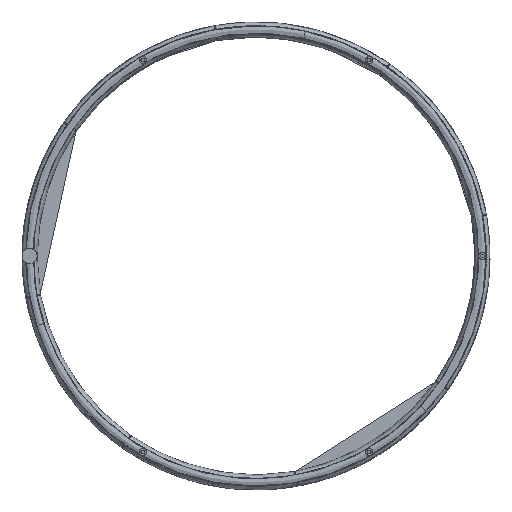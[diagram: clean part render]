
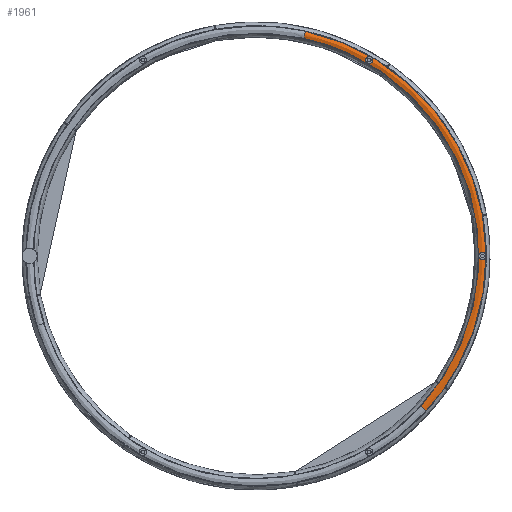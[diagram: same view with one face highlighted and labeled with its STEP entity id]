
A CAD part, top view. The second image highlights one B-rep face of the part: STEP entity #1961.
In plain terms, the highlighted free-form (B-spline) face has degree [2, 2] with [5, 3] control points.
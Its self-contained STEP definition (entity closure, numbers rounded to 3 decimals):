
#1961=ADVANCED_FACE('',(#2537),#11099,.T.);
#2537=FACE_OUTER_BOUND('',#3113,.T.);
#3113=EDGE_LOOP('',(#6182,#6183,#6184,#6185));
#6182=ORIENTED_EDGE('',*,*,#8435,.F.);
#6183=ORIENTED_EDGE('',*,*,#8439,.F.);
#6184=ORIENTED_EDGE('',*,*,#8433,.F.);
#6185=ORIENTED_EDGE('',*,*,#8440,.F.);
#8433=EDGE_CURVE('',#10723,#10711,#9290,.T.);
#8435=EDGE_CURVE('',#10710,#10722,#9292,.T.);
#8439=EDGE_CURVE('',#10711,#10710,#9296,.T.);
#8440=EDGE_CURVE('',#10722,#10723,#9297,.T.);
#9290=(
BOUNDED_CURVE()
B_SPLINE_CURVE(2,(#29893,#29894,#29895,#29896,#29897),.UNSPECIFIED.,.F.,
 .F.)
B_SPLINE_CURVE_WITH_KNOTS((3,2,3),(1993.726,2791.217,3588.708),
 .UNSPECIFIED.)
CURVE()
GEOMETRIC_REPRESENTATION_ITEM()
RATIONAL_B_SPLINE_CURVE((1.,0.866,1.,0.866,1.))
REPRESENTATION_ITEM('')
);
#9292=(
BOUNDED_CURVE()
B_SPLINE_CURVE(2,(#29903,#29904,#29905,#29906,#29907),.UNSPECIFIED.,.F.,
 .F.)
B_SPLINE_CURVE_WITH_KNOTS((3,2,3),(-3479.851,-2706.551,
-1933.251),.UNSPECIFIED.)
CURVE()
GEOMETRIC_REPRESENTATION_ITEM()
RATIONAL_B_SPLINE_CURVE((1.,0.866,1.,0.866,1.))
REPRESENTATION_ITEM('')
);
#9296=(
BOUNDED_CURVE()
B_SPLINE_CURVE(2,(#29921,#29922,#29923),.UNSPECIFIED.,.F.,.F.)
B_SPLINE_CURVE_WITH_KNOTS((3,3),(-129.921,-105.698),
 .UNSPECIFIED.)
CURVE()
GEOMETRIC_REPRESENTATION_ITEM()
RATIONAL_B_SPLINE_CURVE((1.,0.885,1.))
REPRESENTATION_ITEM('')
);
#9297=(
BOUNDED_CURVE()
B_SPLINE_CURVE(2,(#29924,#29925,#29926),.UNSPECIFIED.,.F.,.F.)
B_SPLINE_CURVE_WITH_KNOTS((3,3),(105.698,129.921),
 .UNSPECIFIED.)
CURVE()
GEOMETRIC_REPRESENTATION_ITEM()
RATIONAL_B_SPLINE_CURVE((1.,0.885,1.))
REPRESENTATION_ITEM('')
);
#10710=VERTEX_POINT('',#29733);
#10711=VERTEX_POINT('',#29734);
#10722=VERTEX_POINT('',#29745);
#10723=VERTEX_POINT('',#29746);
#11099=(
BOUNDED_SURFACE()
B_SPLINE_SURFACE(2,2,((#29681,#29682,#29683),(#29684,#29685,#29686),(#29687,
#29688,#29689),(#29690,#29691,#29692),(#29693,#29694,#29695)),
 .UNSPECIFIED.,.F.,.F.,.F.)
B_SPLINE_SURFACE_WITH_KNOTS((3,2,3),(3,3),(1963.489,2748.884,
3534.28),(105.698,129.921),.UNSPECIFIED.)
GEOMETRIC_REPRESENTATION_ITEM()
RATIONAL_B_SPLINE_SURFACE(((1.,0.885,1.),(0.866,
0.766,0.866),(1.,0.885,1.),(0.866,
0.766,0.866),(1.,0.885,1.)))
REPRESENTATION_ITEM('')
SURFACE()
);
#29681=CARTESIAN_POINT('',(4848.01,-1210.197,22.373));
#29682=CARTESIAN_POINT('',(4850.505,-1198.824,28.501));
#29683=CARTESIAN_POINT('',(4853.,-1187.452,22.373));
#29684=CARTESIAN_POINT('',(5264.394,-1301.554,22.373));
#29685=CARTESIAN_POINT('',(5273.456,-1291.622,28.501));
#29686=CARTESIAN_POINT('',(5282.517,-1281.69,22.373));
#29687=CARTESIAN_POINT('',(5393.469,-1707.833,22.373));
#29688=CARTESIAN_POINT('',(5404.565,-1704.307,28.501));
#29689=CARTESIAN_POINT('',(5415.662,-1700.782,22.373));
#29690=CARTESIAN_POINT('',(5522.543,-2114.111,22.373));
#29691=CARTESIAN_POINT('',(5535.675,-2116.993,28.501));
#29692=CARTESIAN_POINT('',(5548.807,-2119.874,22.373));
#29693=CARTESIAN_POINT('',(5235.232,-2429.032,22.373));
#29694=CARTESIAN_POINT('',(5243.834,-2436.879,28.501));
#29695=CARTESIAN_POINT('',(5252.435,-2444.727,22.373));
#29733=CARTESIAN_POINT('',(5235.232,-2429.032,22.373));
#29734=CARTESIAN_POINT('',(5252.435,-2444.727,22.373));
#29745=CARTESIAN_POINT('',(4848.01,-1210.197,22.373));
#29746=CARTESIAN_POINT('',(4853.,-1187.452,22.373));
#29893=CARTESIAN_POINT('',(4853.,-1187.452,22.373));
#29894=CARTESIAN_POINT('',(5282.517,-1281.69,22.373));
#29895=CARTESIAN_POINT('',(5415.662,-1700.782,22.373));
#29896=CARTESIAN_POINT('',(5548.807,-2119.874,22.373));
#29897=CARTESIAN_POINT('',(5252.435,-2444.727,22.373));
#29903=CARTESIAN_POINT('',(5235.232,-2429.032,22.373));
#29904=CARTESIAN_POINT('',(5522.543,-2114.111,22.373));
#29905=CARTESIAN_POINT('',(5393.469,-1707.833,22.373));
#29906=CARTESIAN_POINT('',(5264.394,-1301.554,22.373));
#29907=CARTESIAN_POINT('',(4848.01,-1210.197,22.373));
#29921=CARTESIAN_POINT('',(5252.435,-2444.727,22.373));
#29922=CARTESIAN_POINT('',(5243.834,-2436.879,28.501));
#29923=CARTESIAN_POINT('',(5235.232,-2429.032,22.373));
#29924=CARTESIAN_POINT('',(4848.01,-1210.197,22.373));
#29925=CARTESIAN_POINT('',(4850.505,-1198.824,28.501));
#29926=CARTESIAN_POINT('',(4853.,-1187.452,22.373));
